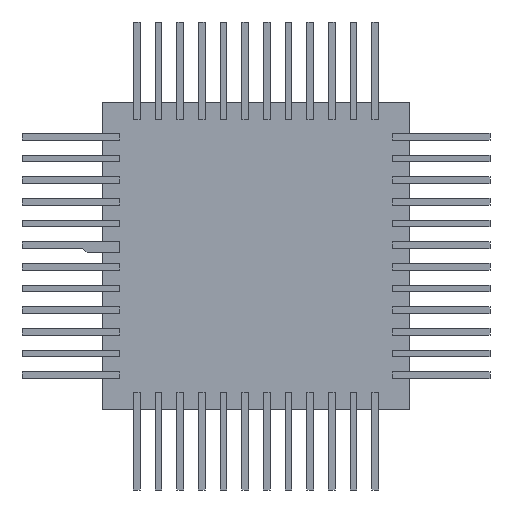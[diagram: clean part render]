
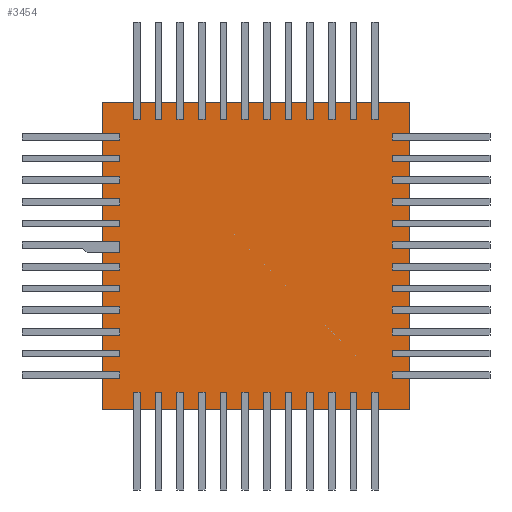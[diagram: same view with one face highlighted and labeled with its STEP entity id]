
A CAD part, front view. The second image highlights one B-rep face of the part: STEP entity #3454.
In plain terms, the highlighted planar face has unit normal (0, -1, 0).
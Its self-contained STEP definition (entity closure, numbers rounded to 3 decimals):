
#514 = VECTOR ( 'NONE', #4847, 1000. ) ;
#597 = CARTESIAN_POINT ( 'NONE',  ( 0., 0., -14.2 ) ) ;
#941 = VECTOR ( 'NONE', #4944, 1000. ) ;
#984 = CARTESIAN_POINT ( 'NONE',  ( 0., 0., 0. ) ) ;
#1023 = CARTESIAN_POINT ( 'NONE',  ( 0., 0., -14.2 ) ) ;
#1025 = FACE_OUTER_BOUND ( 'NONE', #13854, .T. ) ;
#1133 = PLANE ( 'NONE',  #3734 ) ;
#1180 = DIRECTION ( 'NONE',  ( 0., -1., 0. ) ) ;
#1726 = VERTEX_POINT ( 'NONE', #2911 ) ;
#2602 = LINE ( 'NONE', #6505, #13662 ) ;
#2911 = CARTESIAN_POINT ( 'NONE',  ( 14.2, 0., 0. ) ) ;
#3117 = DIRECTION ( 'NONE',  ( 0., 0., 1. ) ) ;
#3407 = LINE ( 'NONE', #11261, #514 ) ;
#3454 = ADVANCED_FACE ( 'NONE', ( #1025 ), #1133, .T. ) ;
#3734 = AXIS2_PLACEMENT_3D ( 'NONE', #5480, #1180, #8688 ) ;
#4847 = DIRECTION ( 'NONE',  ( 0., 0., -1. ) ) ;
#4944 = DIRECTION ( 'NONE',  ( -1., 0., 0. ) ) ;
#5079 = CARTESIAN_POINT ( 'NONE',  ( 0., 0., 0. ) ) ;
#5480 = CARTESIAN_POINT ( 'NONE',  ( 0., 0., 0. ) ) ;
#6505 = CARTESIAN_POINT ( 'NONE',  ( 0., 0., 0. ) ) ;
#6908 = EDGE_CURVE ( 'NONE', #10009, #7254, #9520, .T. ) ;
#7254 = VERTEX_POINT ( 'NONE', #1023 ) ;
#7763 = EDGE_CURVE ( 'NONE', #8697, #1726, #2602, .T. ) ;
#8441 = CARTESIAN_POINT ( 'NONE',  ( 14.2, 0., -14.2 ) ) ;
#8570 = EDGE_CURVE ( 'NONE', #1726, #10009, #3407, .T. ) ;
#8688 = DIRECTION ( 'NONE',  ( 0., 0., -1. ) ) ;
#8697 = VERTEX_POINT ( 'NONE', #5079 ) ;
#9520 = LINE ( 'NONE', #597, #941 ) ;
#10009 = VERTEX_POINT ( 'NONE', #8441 ) ;
#10732 = ORIENTED_EDGE ( 'NONE', *, *, #8570, .F. ) ;
#10784 = ORIENTED_EDGE ( 'NONE', *, *, #12316, .F. ) ;
#10973 = ORIENTED_EDGE ( 'NONE', *, *, #7763, .F. ) ;
#11042 = LINE ( 'NONE', #984, #13534 ) ;
#11261 = CARTESIAN_POINT ( 'NONE',  ( 14.2, 0., 0. ) ) ;
#12316 = EDGE_CURVE ( 'NONE', #7254, #8697, #11042, .T. ) ;
#12354 = ORIENTED_EDGE ( 'NONE', *, *, #6908, .F. ) ;
#12918 = DIRECTION ( 'NONE',  ( 1., 0., 0. ) ) ;
#13534 = VECTOR ( 'NONE', #3117, 1000. ) ;
#13662 = VECTOR ( 'NONE', #12918, 1000. ) ;
#13854 = EDGE_LOOP ( 'NONE', ( #10784, #12354, #10732, #10973 ) ) ;
